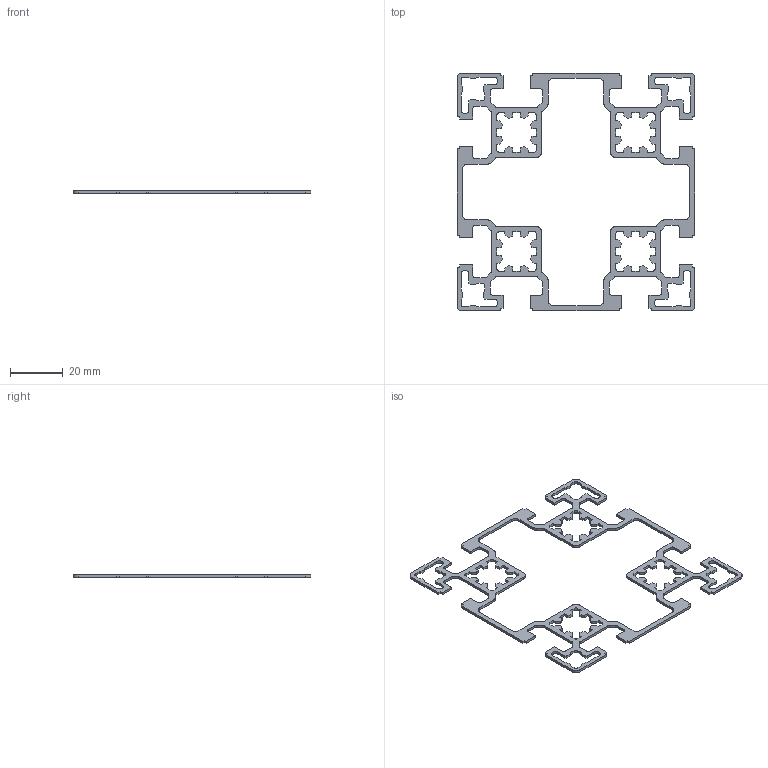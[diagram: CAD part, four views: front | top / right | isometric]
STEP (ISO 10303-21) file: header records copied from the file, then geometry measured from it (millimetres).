
FILE_DESCRIPTION(/* description */ ('Profilo 90x90 base'),/* implementation_level */ '2;1');
FILE_NAME(/* name */ 'PG9090.stp',/* time_stamp */ '2019-11-19T15:36:15+01:00',/* author */ ('daniele.berto'),/* organization */ (''),/* preprocessor_version */ 'ST-DEVELOPER v17.2',/* originating_system */ 'Autodesk Inventor 2019',/* authorisation */ '');
FILE_SCHEMA (('AUTOMOTIVE_DESIGN { 1 0 10303 214 3 1 1 }'));
Length unit declared in the file: millimetre
Products named in the file (1): PG9090---1,0
Bounding box: 90 x 90 x 1 mm (x, y, z)
Volume: 1816.9 mm3; surface area: 5200.7 mm2
Topology: 1 solids, 1 shells, 514 faces, 1536 edges, 1024 vertices
Faces by surface type: plane 370, cylinder 144
Entity records: 17285 total; most frequent: CARTESIAN_POINT 3075, ORIENTED_EDGE 3072, DIRECTION 2854, EDGE_CURVE 1536, LINE 1248, VECTOR 1248, VERTEX_POINT 1024, AXIS2_PLACEMENT_3D 803
